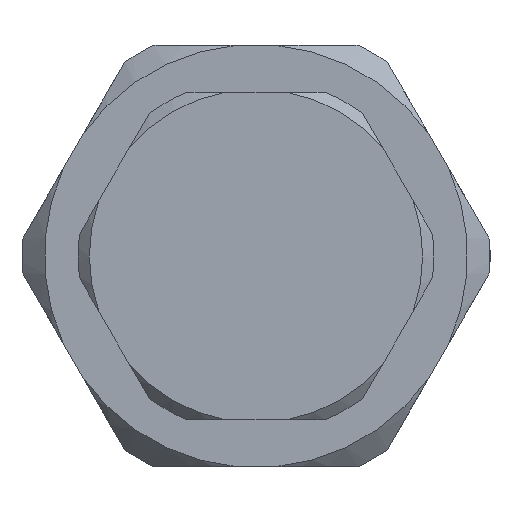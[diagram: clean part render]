
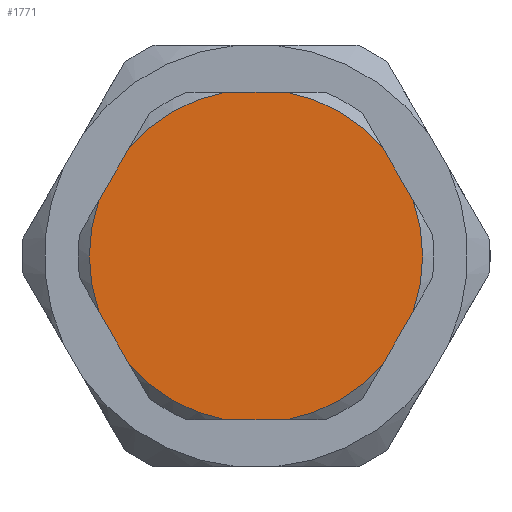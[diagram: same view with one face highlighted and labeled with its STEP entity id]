
A CAD part, left-side view. The second image highlights one B-rep face of the part: STEP entity #1771.
In plain terms, the highlighted planar face has unit normal (-1, 0, 0).
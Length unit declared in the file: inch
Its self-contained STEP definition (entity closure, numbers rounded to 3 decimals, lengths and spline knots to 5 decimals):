
#839=CARTESIAN_POINT('',(-0.3,-0.33821,0.28921));
#840=VERTEX_POINT('',#839);
#854=CARTESIAN_POINT('',(-0.3,-0.41956,0.14829));
#855=VERTEX_POINT('',#854);
#856=CARTESIAN_POINT('',(-0.3,-0.41956,0.14829));
#857=DIRECTION('',(0.,0.5,0.866));
#858=VECTOR('',#857,0.16271);
#859=LINE('',#856,#858);
#860=EDGE_CURVE('',#855,#840,#859,.T.);
#939=CARTESIAN_POINT('',(-0.3,-0.41956,-0.14829));
#940=VERTEX_POINT('',#939);
#954=CARTESIAN_POINT('',(-0.3,-0.33821,-0.28921));
#955=VERTEX_POINT('',#954);
#956=CARTESIAN_POINT('',(-0.3,-0.33821,-0.28921));
#957=DIRECTION('',(0.,-0.5,0.866));
#958=VECTOR('',#957,0.16271);
#959=LINE('',#956,#958);
#960=EDGE_CURVE('',#955,#940,#959,.T.);
#1039=CARTESIAN_POINT('',(-0.3,-0.08136,-0.4375));
#1040=VERTEX_POINT('',#1039);
#1054=CARTESIAN_POINT('',(-0.3,0.08136,-0.4375));
#1055=VERTEX_POINT('',#1054);
#1056=CARTESIAN_POINT('',(-0.3,0.08136,-0.4375));
#1057=DIRECTION('',(0.0,-1.0,0.0));
#1058=VECTOR('',#1057,0.16271);
#1059=LINE('',#1056,#1058);
#1060=EDGE_CURVE('',#1055,#1040,#1059,.T.);
#1139=CARTESIAN_POINT('',(-0.3,0.33821,-0.28921));
#1140=VERTEX_POINT('',#1139);
#1154=CARTESIAN_POINT('',(-0.3,0.41956,-0.14829));
#1155=VERTEX_POINT('',#1154);
#1156=CARTESIAN_POINT('',(-0.3,0.41956,-0.14829));
#1157=DIRECTION('',(0.,-0.5,-0.866));
#1158=VECTOR('',#1157,0.16271);
#1159=LINE('',#1156,#1158);
#1160=EDGE_CURVE('',#1155,#1140,#1159,.T.);
#1239=CARTESIAN_POINT('',(-0.3,0.08136,0.4375));
#1240=VERTEX_POINT('',#1239);
#1254=CARTESIAN_POINT('',(-0.3,-0.08136,0.4375));
#1255=VERTEX_POINT('',#1254);
#1256=CARTESIAN_POINT('',(-0.3,-0.08136,0.4375));
#1257=DIRECTION('',(0.0,1.0,0.0));
#1258=VECTOR('',#1257,0.16271);
#1259=LINE('',#1256,#1258);
#1260=EDGE_CURVE('',#1255,#1240,#1259,.T.);
#1339=CARTESIAN_POINT('',(-0.3,0.41956,0.14829));
#1340=VERTEX_POINT('',#1339);
#1354=CARTESIAN_POINT('',(-0.3,0.33821,0.28921));
#1355=VERTEX_POINT('',#1354);
#1356=CARTESIAN_POINT('',(-0.3,0.33821,0.28921));
#1357=DIRECTION('',(0.,0.5,-0.866));
#1358=VECTOR('',#1357,0.16271);
#1359=LINE('',#1356,#1358);
#1360=EDGE_CURVE('',#1355,#1340,#1359,.T.);
#1662=CARTESIAN_POINT('',(-0.3,0.,0.));
#1663=DIRECTION('',(1.0,0.0,0.0));
#1664=DIRECTION('',(0.0,1.0,0.0));
#1665=AXIS2_PLACEMENT_3D('',#1662,#1663,#1664);
#1666=CIRCLE('',#1665,0.445);
#1667=EDGE_CURVE('',#1155,#1340,#1666,.T.);
#1682=CARTESIAN_POINT('',(-0.3,0.,0.));
#1683=DIRECTION('',(1.0,0.0,0.0));
#1684=DIRECTION('',(0.0,1.0,0.0));
#1685=AXIS2_PLACEMENT_3D('',#1682,#1683,#1684);
#1686=CIRCLE('',#1685,0.445);
#1687=EDGE_CURVE('',#1355,#1240,#1686,.T.);
#1698=CARTESIAN_POINT('',(-0.3,0.,0.));
#1699=DIRECTION('',(1.0,0.0,0.0));
#1700=DIRECTION('',(0.0,1.0,0.0));
#1701=AXIS2_PLACEMENT_3D('',#1698,#1699,#1700);
#1702=CIRCLE('',#1701,0.445);
#1703=EDGE_CURVE('',#1055,#1140,#1702,.T.);
#1716=CARTESIAN_POINT('',(-0.3,0.,0.));
#1717=DIRECTION('',(1.0,0.0,0.0));
#1718=DIRECTION('',(0.0,1.0,0.0));
#1719=AXIS2_PLACEMENT_3D('',#1716,#1717,#1718);
#1720=CIRCLE('',#1719,0.445);
#1721=EDGE_CURVE('',#955,#1040,#1720,.T.);
#1734=CARTESIAN_POINT('',(-0.3,0.,0.));
#1735=DIRECTION('',(1.0,0.0,0.0));
#1736=DIRECTION('',(0.0,1.0,0.0));
#1737=AXIS2_PLACEMENT_3D('',#1734,#1735,#1736);
#1738=CIRCLE('',#1737,0.445);
#1739=EDGE_CURVE('',#855,#940,#1738,.T.);
#1746=CARTESIAN_POINT('',(-0.3,0.2225,0.));
#1747=DIRECTION('',(-1.0,0.0,0.0));
#1748=DIRECTION('',(0.0,0.0,1.0));
#1749=AXIS2_PLACEMENT_3D('',#1746,#1747,#1748);
#1750=PLANE('',#1749);
#1751=ORIENTED_EDGE('',*,*,#860,.T.);
#1752=CARTESIAN_POINT('',(-0.3,0.,0.));
#1753=DIRECTION('',(1.0,0.0,0.0));
#1754=DIRECTION('',(0.0,1.0,0.0));
#1755=AXIS2_PLACEMENT_3D('',#1752,#1753,#1754);
#1756=CIRCLE('',#1755,0.445);
#1757=EDGE_CURVE('',#1255,#840,#1756,.T.);
#1758=ORIENTED_EDGE('',*,*,#1757,.F.);
#1759=ORIENTED_EDGE('',*,*,#1260,.T.);
#1760=ORIENTED_EDGE('',*,*,#1687,.F.);
#1761=ORIENTED_EDGE('',*,*,#1360,.T.);
#1762=ORIENTED_EDGE('',*,*,#1667,.F.);
#1763=ORIENTED_EDGE('',*,*,#1160,.T.);
#1764=ORIENTED_EDGE('',*,*,#1703,.F.);
#1765=ORIENTED_EDGE('',*,*,#1060,.T.);
#1766=ORIENTED_EDGE('',*,*,#1721,.F.);
#1767=ORIENTED_EDGE('',*,*,#960,.T.);
#1768=ORIENTED_EDGE('',*,*,#1739,.F.);
#1769=EDGE_LOOP('',(#1751,#1758,#1759,#1760,#1761,#1762,#1763,#1764,#1765,#1766,#1767,#1768));
#1770=FACE_OUTER_BOUND('',#1769,.T.);
#1771=ADVANCED_FACE('',(#1770),#1750,.T.);
